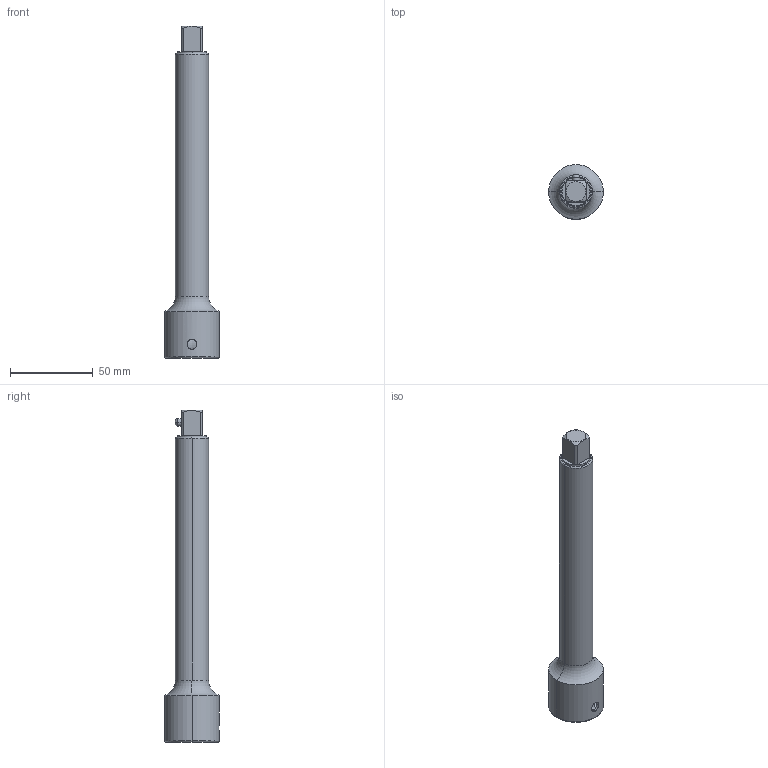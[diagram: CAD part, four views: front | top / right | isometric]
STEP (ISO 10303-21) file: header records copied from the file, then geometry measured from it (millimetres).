
FILE_DESCRIPTION((''),'2;1');
FILE_NAME('4027133426_ASM','2023-08-22T12:18:37',('A00565553'),(''),'CREO PARAMETRIC BY PTC INC, 2022414','CREO PARAMETRIC BY PTC INC, 2022414','');
FILE_SCHEMA(('CONFIG_CONTROL_DESIGN','GEOMETRIC_VALIDATION_PROPERTIES_MIM'));
Length unit declared in the file: millimetre
Products named in the file (3): 4027133406; 4027041217; 4027133426_ASM
Assembly tree (2 placements, depth 2):
  4027133426_ASM
    4027133406
    4027041217
Bounding box: 33 x 33 x 200.3 mm (x, y, z)
Volume: 69022.8 mm3; surface area: 39031.2 mm2
Topology: 3 solids, 3 shells, 96 faces, 253 edges, 156 vertices
Faces by surface type: cylinder 37, plane 24, cone 18, torus 13, bspline 4
Entity records: 4693 total; most frequent: CARTESIAN_POINT 1359, ORIENTED_EDGE 490, DIRECTION 488, PRESENTATION_STYLE_ASSIGNMENT 256, STYLED_ITEM 248, CURVE_STYLE 245, EDGE_CURVE 245, AXIS2_PLACEMENT_3D 205
